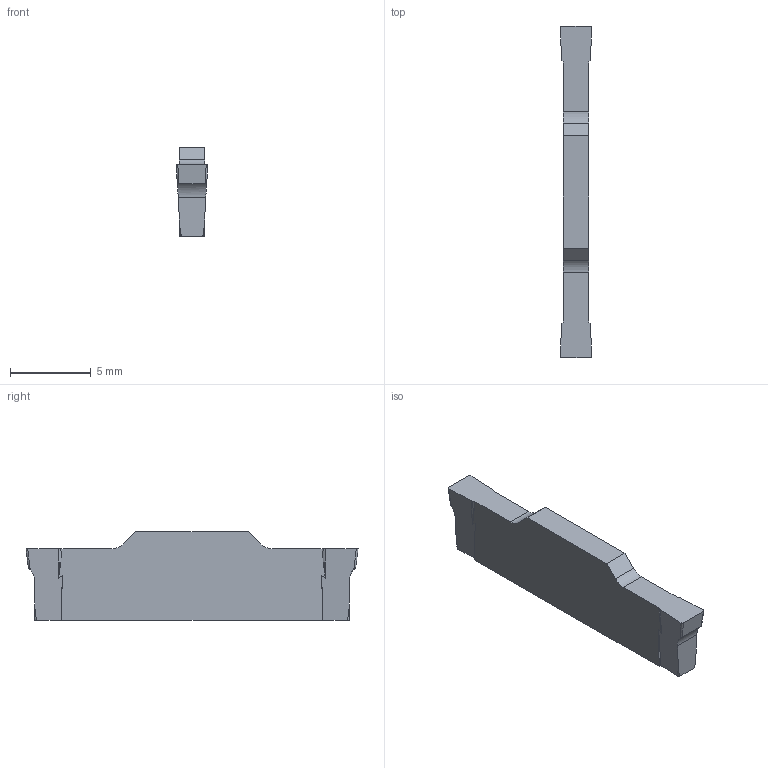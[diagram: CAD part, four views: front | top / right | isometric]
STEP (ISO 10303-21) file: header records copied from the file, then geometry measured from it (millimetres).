
FILE_DESCRIPTION(/* description */ (''),/* implementation_level */ '2;1');
FILE_NAME(/* name */ 'n123e2-0185-0001-gf-1125_cut_20190527_095839_1.stp',/* time_stamp */ '2019-05-27T09:59:27+02:00',/* author */ (''),/* organization */ ('SMS'),/* preprocessor_version */ 'ST-DEVELOPER v15',/* originating_system */ 'SIEMENS PLM Software NX 8.5',/* authorisation */ '');
FILE_SCHEMA (('AUTOMOTIVE_DESIGN { 1 0 10303 214 3 1 1 1 }'));
Length unit declared in the file: millimetre
Products named in the file (1): N123E2-0185-0001-GF-1125_CUT_20190527_095839_1
Bounding box: 1.96 x 20.6 x 5.51 mm (x, y, z)
Volume: 155.3 mm3; surface area: 275.6 mm2
Topology: 1 solids, 1 shells, 40 faces, 115 edges, 79 vertices
Faces by surface type: plane 24, cylinder 12, bspline 4
Entity records: 1516 total; most frequent: CARTESIAN_POINT 442, ORIENTED_EDGE 228, DIRECTION 196, EDGE_CURVE 114, LINE 78, VECTOR 78, VERTEX_POINT 76, AXIS2_PLACEMENT_3D 59
